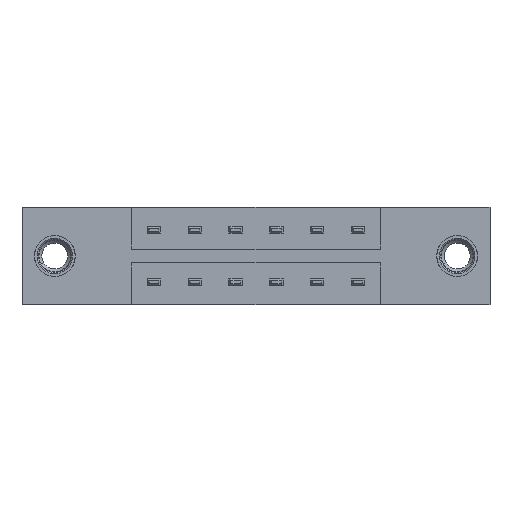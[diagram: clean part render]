
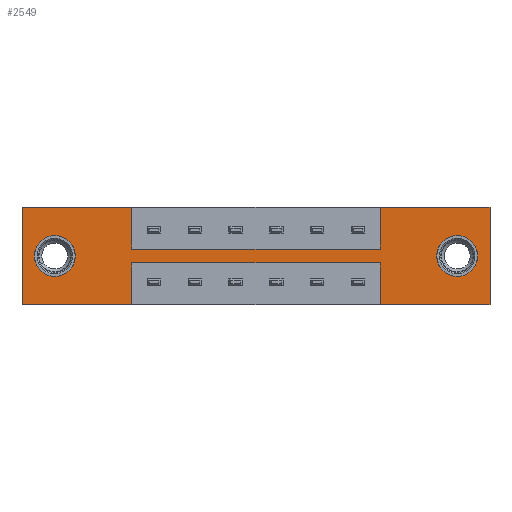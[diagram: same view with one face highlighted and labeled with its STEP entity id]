
A CAD part, front view. The second image highlights one B-rep face of the part: STEP entity #2549.
In plain terms, the highlighted planar face has unit normal (0, -1, 0).
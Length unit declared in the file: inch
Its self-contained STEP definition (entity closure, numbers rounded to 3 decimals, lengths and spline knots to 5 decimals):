
#64 = CARTESIAN_POINT ( 'NONE',  ( 1.3665, 0., -0.2115 ) ) ;
#84 = VERTEX_POINT ( 'NONE', #2194 ) ;
#111 = DIRECTION ( 'NONE',  ( 0., 0., 1. ) ) ;
#186 = CARTESIAN_POINT ( 'NONE',  ( 1.784, 0., 0. ) ) ;
#198 = CARTESIAN_POINT ( 'NONE',  ( 1.3665, 0., -0.1585 ) ) ;
#245 = DIRECTION ( 'NONE',  ( 0., 1., 0. ) ) ;
#310 = VECTOR ( 'NONE', #8975, 39.37008 ) ;
#313 = DIRECTION ( 'NONE',  ( 1., 0., 0. ) ) ;
#409 = CARTESIAN_POINT ( 'NONE',  ( 0.4175, 0., -0.1585 ) ) ;
#599 = VERTEX_POINT ( 'NONE', #7659 ) ;
#626 = VERTEX_POINT ( 'NONE', #9101 ) ;
#636 = EDGE_CURVE ( 'NONE', #8230, #3708, #3129, .T. ) ;
#683 = VECTOR ( 'NONE', #5223, 39.37008 ) ;
#751 = ORIENTED_EDGE ( 'NONE', *, *, #7164, .T. ) ;
#923 = VERTEX_POINT ( 'NONE', #5805 ) ;
#940 = DIRECTION ( 'NONE',  ( -1., 0., 0. ) ) ;
#949 = DIRECTION ( 'NONE',  ( 0., 0., -1. ) ) ;
#1113 = CARTESIAN_POINT ( 'NONE',  ( 0., 0., 0. ) ) ;
#1124 = DIRECTION ( 'NONE',  ( 0., 0., 1. ) ) ;
#1134 = VECTOR ( 'NONE', #4334, 39.37008 ) ;
#1139 = VECTOR ( 'NONE', #313, 39.37008 ) ;
#1150 = VECTOR ( 'NONE', #111, 39.37008 ) ;
#1260 = LINE ( 'NONE', #2243, #3487 ) ;
#1286 = VECTOR ( 'NONE', #4629, 39.37008 ) ;
#1300 = ORIENTED_EDGE ( 'NONE', *, *, #2028, .F. ) ;
#1419 = AXIS2_PLACEMENT_3D ( 'NONE', #1685, #245, #7555 ) ;
#1521 = CARTESIAN_POINT ( 'NONE',  ( 0., 0., -0.37 ) ) ;
#1533 = AXIS2_PLACEMENT_3D ( 'NONE', #3621, #5809, #8762 ) ;
#1592 = ORIENTED_EDGE ( 'NONE', *, *, #5061, .F. ) ;
#1685 = CARTESIAN_POINT ( 'NONE',  ( 1.659, 0., -0.185 ) ) ;
#1822 = EDGE_CURVE ( 'NONE', #7638, #2646, #4895, .T. ) ;
#1831 = ORIENTED_EDGE ( 'NONE', *, *, #7698, .F. ) ;
#2028 = EDGE_CURVE ( 'NONE', #3385, #3526, #5211, .T. ) ;
#2071 = CARTESIAN_POINT ( 'NONE',  ( 1.659, 0., -0.185 ) ) ;
#2156 = EDGE_LOOP ( 'NONE', ( #8825, #751 ) ) ;
#2194 = CARTESIAN_POINT ( 'NONE',  ( 0., 0., -0.37 ) ) ;
#2225 = DIRECTION ( 'NONE',  ( 0., 0., -1. ) ) ;
#2243 = CARTESIAN_POINT ( 'NONE',  ( 0.4175, 0., -0.2115 ) ) ;
#2316 = LINE ( 'NONE', #1521, #3890 ) ;
#2416 = CARTESIAN_POINT ( 'NONE',  ( 0.4175, 0., -0.37 ) ) ;
#2531 = VERTEX_POINT ( 'NONE', #3724 ) ;
#2549 = ADVANCED_FACE ( 'NONE', ( #8371, #6190, #8560 ), #6682, .T. ) ;
#2646 = VERTEX_POINT ( 'NONE', #6288 ) ;
#2682 = VECTOR ( 'NONE', #5020, 39.37008 ) ;
#2899 = VECTOR ( 'NONE', #4069, 39.37008 ) ;
#2929 = ORIENTED_EDGE ( 'NONE', *, *, #5093, .F. ) ;
#2949 = CARTESIAN_POINT ( 'NONE',  ( 0., 0., -0.37 ) ) ;
#2966 = LINE ( 'NONE', #7482, #8039 ) ;
#3122 = EDGE_CURVE ( 'NONE', #3218, #84, #2316, .T. ) ;
#3129 = LINE ( 'NONE', #8383, #1286 ) ;
#3197 = CARTESIAN_POINT ( 'NONE',  ( 0.4175, 0., 0. ) ) ;
#3218 = VERTEX_POINT ( 'NONE', #2416 ) ;
#3385 = VERTEX_POINT ( 'NONE', #8781 ) ;
#3430 = CIRCLE ( 'NONE', #7092, 0.078 ) ;
#3487 = VECTOR ( 'NONE', #5110, 39.37008 ) ;
#3526 = VERTEX_POINT ( 'NONE', #8341 ) ;
#3621 = CARTESIAN_POINT ( 'NONE',  ( 0.125, 0., -0.185 ) ) ;
#3682 = LINE ( 'NONE', #8732, #1134 ) ;
#3708 = VERTEX_POINT ( 'NONE', #409 ) ;
#3724 = CARTESIAN_POINT ( 'NONE',  ( 0.4175, 0., -0.2115 ) ) ;
#3785 = EDGE_CURVE ( 'NONE', #626, #8230, #7076, .T. ) ;
#3890 = VECTOR ( 'NONE', #940, 39.37008 ) ;
#3987 = LINE ( 'NONE', #6899, #1139 ) ;
#3992 = EDGE_CURVE ( 'NONE', #599, #4647, #4529, .T. ) ;
#4069 = DIRECTION ( 'NONE',  ( 1., 0., 0. ) ) ;
#4294 = EDGE_CURVE ( 'NONE', #923, #9528, #3430, .T. ) ;
#4334 = DIRECTION ( 'NONE',  ( -1., 0., 0. ) ) ;
#4435 = AXIS2_PLACEMENT_3D ( 'NONE', #6171, #8498, #1124 ) ;
#4526 = VERTEX_POINT ( 'NONE', #4904 ) ;
#4529 = LINE ( 'NONE', #186, #5815 ) ;
#4600 = ORIENTED_EDGE ( 'NONE', *, *, #3122, .F. ) ;
#4606 = LINE ( 'NONE', #64, #683 ) ;
#4629 = DIRECTION ( 'NONE',  ( 0., 0., -1. ) ) ;
#4647 = VERTEX_POINT ( 'NONE', #7301 ) ;
#4803 = ORIENTED_EDGE ( 'NONE', *, *, #3992, .F. ) ;
#4894 = ORIENTED_EDGE ( 'NONE', *, *, #9015, .F. ) ;
#4895 = CIRCLE ( 'NONE', #4435, 0.078 ) ;
#4904 = CARTESIAN_POINT ( 'NONE',  ( 1.3665, 0., -0.2115 ) ) ;
#4998 = DIRECTION ( 'NONE',  ( 0., 1., 0. ) ) ;
#5020 = DIRECTION ( 'NONE',  ( 1., 0., 0. ) ) ;
#5024 = ORIENTED_EDGE ( 'NONE', *, *, #636, .F. ) ;
#5061 = EDGE_CURVE ( 'NONE', #3526, #599, #3987, .T. ) ;
#5093 = EDGE_CURVE ( 'NONE', #3708, #3385, #9410, .T. ) ;
#5110 = DIRECTION ( 'NONE',  ( -1., 0., 0. ) ) ;
#5125 = DIRECTION ( 'NONE',  ( 0., 0., -1. ) ) ;
#5211 = LINE ( 'NONE', #198, #310 ) ;
#5223 = DIRECTION ( 'NONE',  ( 0., 0., 1. ) ) ;
#5612 = ORIENTED_EDGE ( 'NONE', *, *, #8892, .F. ) ;
#5671 = EDGE_CURVE ( 'NONE', #2646, #7638, #5681, .T. ) ;
#5681 = CIRCLE ( 'NONE', #1533, 0.078 ) ;
#5786 = EDGE_LOOP ( 'NONE', ( #5612, #9168, #4803, #1592, #1300, #2929, #5024, #6381, #4894, #4600, #1831, #6186 ) ) ;
#5805 = CARTESIAN_POINT ( 'NONE',  ( 1.659, 0., -0.107 ) ) ;
#5809 = DIRECTION ( 'NONE',  ( 0., 1., 0. ) ) ;
#5815 = VECTOR ( 'NONE', #949, 39.37008 ) ;
#5864 = DIRECTION ( 'NONE',  ( 0., -1., 0. ) ) ;
#5982 = CARTESIAN_POINT ( 'NONE',  ( 0.125, 0., -0.263 ) ) ;
#6132 = CARTESIAN_POINT ( 'NONE',  ( 1.3665, 0., -0.37 ) ) ;
#6171 = CARTESIAN_POINT ( 'NONE',  ( 0.125, 0., -0.185 ) ) ;
#6186 = ORIENTED_EDGE ( 'NONE', *, *, #9285, .F. ) ;
#6190 = FACE_BOUND ( 'NONE', #8903, .T. ) ;
#6288 = CARTESIAN_POINT ( 'NONE',  ( 0.125, 0., -0.107 ) ) ;
#6381 = ORIENTED_EDGE ( 'NONE', *, *, #3785, .F. ) ;
#6682 = PLANE ( 'NONE',  #8114 ) ;
#6706 = CARTESIAN_POINT ( 'NONE',  ( 0., 0., 0. ) ) ;
#6807 = ORIENTED_EDGE ( 'NONE', *, *, #5671, .T. ) ;
#6812 = ORIENTED_EDGE ( 'NONE', *, *, #1822, .T. ) ;
#6899 = CARTESIAN_POINT ( 'NONE',  ( 0., 0., 0. ) ) ;
#7076 = LINE ( 'NONE', #1113, #2899 ) ;
#7084 = CARTESIAN_POINT ( 'NONE',  ( 0.4175, 0., -0.1585 ) ) ;
#7092 = AXIS2_PLACEMENT_3D ( 'NONE', #2071, #4998, #7938 ) ;
#7164 = EDGE_CURVE ( 'NONE', #9528, #923, #8212, .T. ) ;
#7301 = CARTESIAN_POINT ( 'NONE',  ( 1.784, 0., -0.37 ) ) ;
#7393 = VERTEX_POINT ( 'NONE', #6132 ) ;
#7435 = LINE ( 'NONE', #6706, #1150 ) ;
#7482 = CARTESIAN_POINT ( 'NONE',  ( 0.4175, 0., -0.2115 ) ) ;
#7555 = DIRECTION ( 'NONE',  ( 0., 0., -1. ) ) ;
#7638 = VERTEX_POINT ( 'NONE', #5982 ) ;
#7659 = CARTESIAN_POINT ( 'NONE',  ( 1.784, 0., 0. ) ) ;
#7698 = EDGE_CURVE ( 'NONE', #2531, #3218, #2966, .T. ) ;
#7938 = DIRECTION ( 'NONE',  ( 0., 0., -1. ) ) ;
#8039 = VECTOR ( 'NONE', #5125, 39.37008 ) ;
#8105 = EDGE_CURVE ( 'NONE', #4647, #7393, #3682, .T. ) ;
#8114 = AXIS2_PLACEMENT_3D ( 'NONE', #2949, #5864, #2225 ) ;
#8212 = CIRCLE ( 'NONE', #1419, 0.078 ) ;
#8230 = VERTEX_POINT ( 'NONE', #3197 ) ;
#8341 = CARTESIAN_POINT ( 'NONE',  ( 1.3665, 0., 0. ) ) ;
#8371 = FACE_BOUND ( 'NONE', #2156, .T. ) ;
#8383 = CARTESIAN_POINT ( 'NONE',  ( 0.4175, 0., -0.1585 ) ) ;
#8498 = DIRECTION ( 'NONE',  ( 0., 1., 0. ) ) ;
#8560 = FACE_OUTER_BOUND ( 'NONE', #5786, .T. ) ;
#8732 = CARTESIAN_POINT ( 'NONE',  ( 0., 0., -0.37 ) ) ;
#8762 = DIRECTION ( 'NONE',  ( 0., 0., 1. ) ) ;
#8781 = CARTESIAN_POINT ( 'NONE',  ( 1.3665, 0., -0.1585 ) ) ;
#8825 = ORIENTED_EDGE ( 'NONE', *, *, #4294, .T. ) ;
#8892 = EDGE_CURVE ( 'NONE', #7393, #4526, #4606, .T. ) ;
#8903 = EDGE_LOOP ( 'NONE', ( #6807, #6812 ) ) ;
#8975 = DIRECTION ( 'NONE',  ( 0., 0., 1. ) ) ;
#9015 = EDGE_CURVE ( 'NONE', #84, #626, #7435, .T. ) ;
#9101 = CARTESIAN_POINT ( 'NONE',  ( 0., 0., 0. ) ) ;
#9168 = ORIENTED_EDGE ( 'NONE', *, *, #8105, .F. ) ;
#9172 = CARTESIAN_POINT ( 'NONE',  ( 1.659, 0., -0.263 ) ) ;
#9285 = EDGE_CURVE ( 'NONE', #4526, #2531, #1260, .T. ) ;
#9410 = LINE ( 'NONE', #7084, #2682 ) ;
#9528 = VERTEX_POINT ( 'NONE', #9172 ) ;
